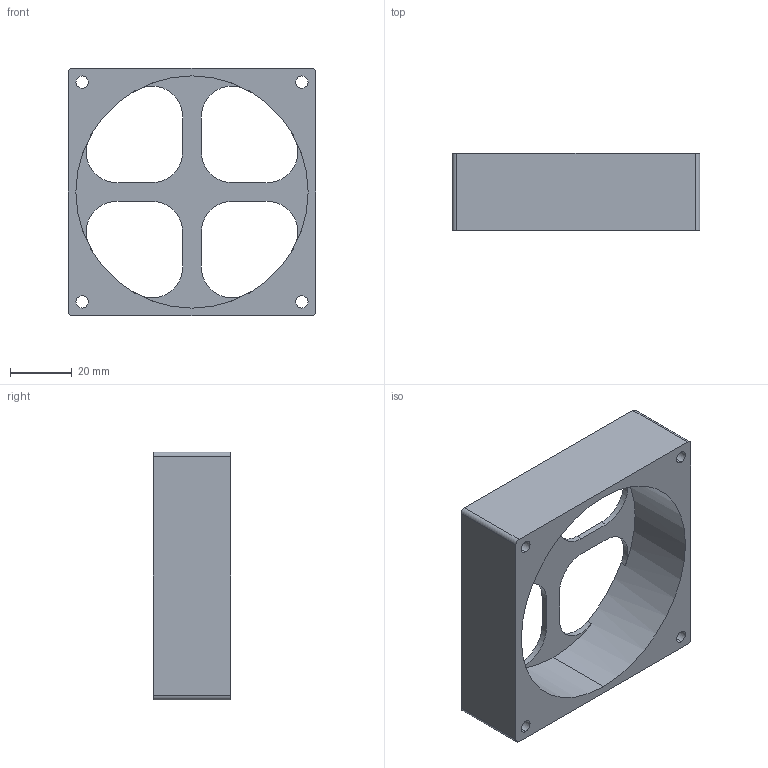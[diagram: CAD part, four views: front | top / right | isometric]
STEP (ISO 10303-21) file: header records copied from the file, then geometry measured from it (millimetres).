
FILE_DESCRIPTION (( 'STEP AP203' ), '1' );
FILE_NAME ('Fan_Predeterminado_sldprt.STEP', '2024-02-29T15:20:01', ( '' ), ( '' ), 'SwSTEP 2.0', 'SolidWorks 2022', '' );
FILE_SCHEMA (( 'CONFIG_CONTROL_DESIGN' ));
Length unit declared in the file: millimetre
Products named in the file (1): Fan_Predeterminado_sldprt
Bounding box: 80 x 25 x 80 mm (x, y, z)
Volume: 50879.8 mm3; surface area: 21914.1 mm2
Topology: 1 solids, 1 shells, 43 faces, 132 edges, 88 vertices
Faces by surface type: cylinder 28, plane 15
Entity records: 1619 total; most frequent: DIRECTION 284, ORIENTED_EDGE 264, CARTESIAN_POINT 264, EDGE_CURVE 132, AXIS2_PLACEMENT_3D 108, VERTEX_POINT 88, LINE 68, VECTOR 68
